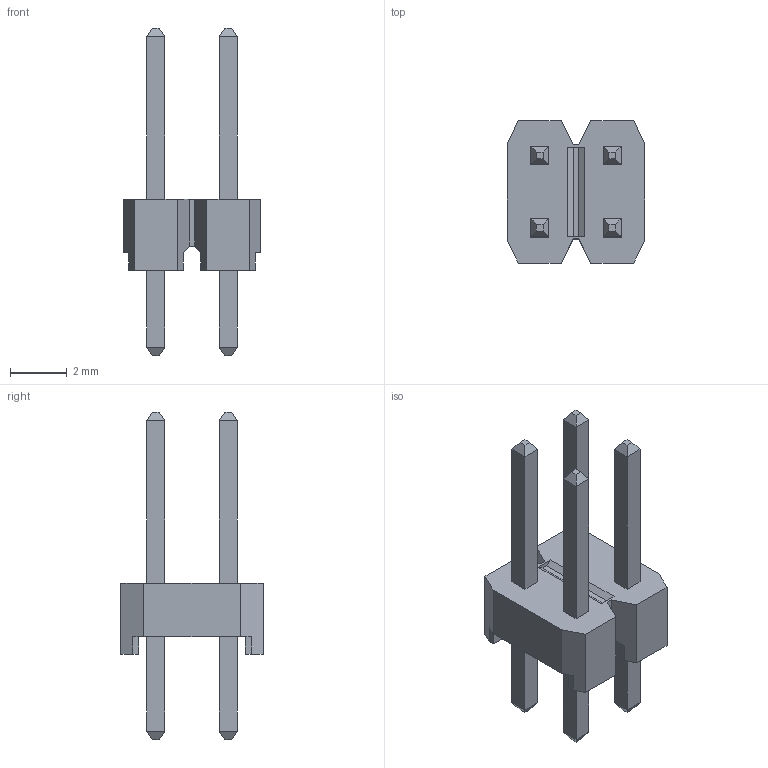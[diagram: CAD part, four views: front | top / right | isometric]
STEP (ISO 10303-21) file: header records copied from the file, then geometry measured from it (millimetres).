
FILE_DESCRIPTION (( 'STEP AP203' ), '1' );
FILE_NAME ('074-0216-000_2.step_Default_sldprt.STEP', '2021-02-13T10:54:50', ( '' ), ( '' ), 'SwSTEP 2.0', 'SolidWorks 2019', '' );
FILE_SCHEMA (( 'CONFIG_CONTROL_DESIGN' ));
Length unit declared in the file: metre
Products named in the file (1): 074-0216-000_2.step_Default_sldprt
Bounding box: 4.83 x 5 x 11.5 mm (x, y, z)
Volume: 59 mm3; surface area: 197.3 mm2
Topology: 1 solids, 1 shells, 131 faces, 304 edges, 184 vertices
Faces by surface type: plane 131
Entity records: 3647 total; most frequent: CARTESIAN_POINT 620, ORIENTED_EDGE 608, DIRECTION 568, EDGE_CURVE 304, LINE 304, VECTOR 304, VERTEX_POINT 184, EDGE_LOOP 140
